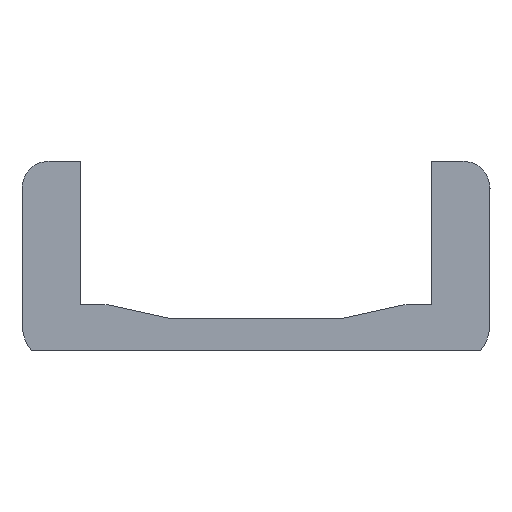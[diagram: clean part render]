
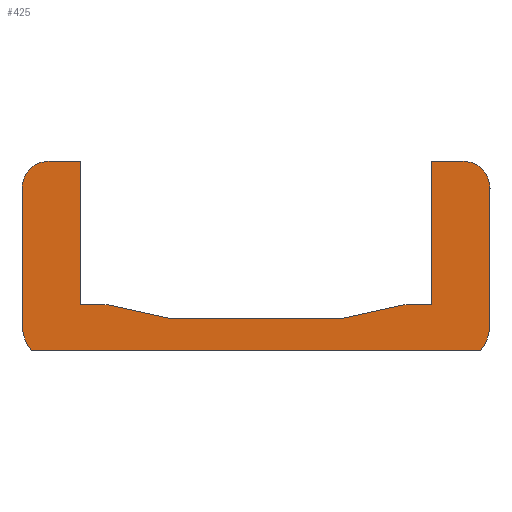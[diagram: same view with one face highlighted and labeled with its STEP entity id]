
A CAD part, left-side view. The second image highlights one B-rep face of the part: STEP entity #425.
In plain terms, the highlighted planar face has unit normal (-1, 0, 0).
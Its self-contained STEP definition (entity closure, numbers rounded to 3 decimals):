
#16=CIRCLE('',#450,3.);
#18=CIRCLE('',#455,4.02);
#20=CIRCLE('',#461,4.04);
#22=CIRCLE('',#466,3.);
#24=CIRCLE('',#470,5.);
#26=CIRCLE('',#474,7.925);
#28=CIRCLE('',#478,7.929);
#30=CIRCLE('',#482,5.);
#59=FACE_OUTER_BOUND('',#81,.T.);
#81=EDGE_LOOP('',(#351,#352,#353,#354,#355,#356,#357,#358,#359,#360,#361,
#362,#363,#364,#365,#366,#367,#368,#369,#370));
#85=LINE('',#615,#129);
#90=LINE('',#628,#134);
#93=LINE('',#634,#137);
#97=LINE('',#646,#141);
#100=LINE('',#652,#144);
#103=LINE('',#658,#147);
#107=LINE('',#670,#151);
#110=LINE('',#676,#154);
#114=LINE('',#688,#158);
#118=LINE('',#700,#162);
#122=LINE('',#712,#166);
#126=LINE('',#724,#170);
#129=VECTOR('',#491,10.);
#134=VECTOR('',#504,10.);
#137=VECTOR('',#509,10.);
#141=VECTOR('',#521,10.);
#144=VECTOR('',#526,10.);
#147=VECTOR('',#531,10.);
#151=VECTOR('',#543,10.);
#154=VECTOR('',#548,10.);
#158=VECTOR('',#560,10.);
#162=VECTOR('',#572,10.);
#166=VECTOR('',#584,10.);
#170=VECTOR('',#596,10.);
#173=VERTEX_POINT('',#612);
#174=VERTEX_POINT('',#614);
#176=VERTEX_POINT('',#620);
#178=VERTEX_POINT('',#626);
#180=VERTEX_POINT('',#632);
#182=VERTEX_POINT('',#638);
#184=VERTEX_POINT('',#644);
#186=VERTEX_POINT('',#650);
#188=VERTEX_POINT('',#656);
#190=VERTEX_POINT('',#662);
#192=VERTEX_POINT('',#668);
#194=VERTEX_POINT('',#674);
#196=VERTEX_POINT('',#680);
#198=VERTEX_POINT('',#686);
#200=VERTEX_POINT('',#692);
#202=VERTEX_POINT('',#698);
#204=VERTEX_POINT('',#704);
#206=VERTEX_POINT('',#710);
#208=VERTEX_POINT('',#716);
#210=VERTEX_POINT('',#722);
#213=EDGE_CURVE('',#173,#174,#85,.T.);
#217=EDGE_CURVE('',#176,#173,#16,.T.);
#220=EDGE_CURVE('',#178,#176,#90,.T.);
#223=EDGE_CURVE('',#180,#178,#93,.T.);
#226=EDGE_CURVE('',#182,#180,#18,.T.);
#229=EDGE_CURVE('',#184,#182,#97,.T.);
#232=EDGE_CURVE('',#186,#184,#100,.T.);
#235=EDGE_CURVE('',#188,#186,#103,.T.);
#238=EDGE_CURVE('',#190,#188,#20,.T.);
#241=EDGE_CURVE('',#192,#190,#107,.T.);
#244=EDGE_CURVE('',#194,#192,#110,.T.);
#247=EDGE_CURVE('',#196,#194,#22,.T.);
#250=EDGE_CURVE('',#198,#196,#114,.T.);
#253=EDGE_CURVE('',#200,#198,#24,.T.);
#256=EDGE_CURVE('',#202,#200,#118,.T.);
#259=EDGE_CURVE('',#204,#202,#26,.T.);
#262=EDGE_CURVE('',#206,#204,#122,.T.);
#265=EDGE_CURVE('',#208,#206,#28,.T.);
#268=EDGE_CURVE('',#210,#208,#126,.T.);
#270=EDGE_CURVE('',#174,#210,#30,.T.);
#351=ORIENTED_EDGE('',*,*,#270,.F.);
#352=ORIENTED_EDGE('',*,*,#213,.F.);
#353=ORIENTED_EDGE('',*,*,#217,.F.);
#354=ORIENTED_EDGE('',*,*,#220,.F.);
#355=ORIENTED_EDGE('',*,*,#223,.F.);
#356=ORIENTED_EDGE('',*,*,#226,.F.);
#357=ORIENTED_EDGE('',*,*,#229,.F.);
#358=ORIENTED_EDGE('',*,*,#232,.F.);
#359=ORIENTED_EDGE('',*,*,#235,.F.);
#360=ORIENTED_EDGE('',*,*,#238,.F.);
#361=ORIENTED_EDGE('',*,*,#241,.F.);
#362=ORIENTED_EDGE('',*,*,#244,.F.);
#363=ORIENTED_EDGE('',*,*,#247,.F.);
#364=ORIENTED_EDGE('',*,*,#250,.F.);
#365=ORIENTED_EDGE('',*,*,#253,.F.);
#366=ORIENTED_EDGE('',*,*,#256,.F.);
#367=ORIENTED_EDGE('',*,*,#259,.F.);
#368=ORIENTED_EDGE('',*,*,#262,.F.);
#369=ORIENTED_EDGE('',*,*,#265,.F.);
#370=ORIENTED_EDGE('',*,*,#268,.F.);
#403=PLANE('',#483);
#425=ADVANCED_FACE('',(#59),#403,.F.);
#450=AXIS2_PLACEMENT_3D('',#622,#498,#499);
#455=AXIS2_PLACEMENT_3D('',#640,#515,#516);
#461=AXIS2_PLACEMENT_3D('',#664,#537,#538);
#466=AXIS2_PLACEMENT_3D('',#682,#554,#555);
#470=AXIS2_PLACEMENT_3D('',#694,#566,#567);
#474=AXIS2_PLACEMENT_3D('',#706,#578,#579);
#478=AXIS2_PLACEMENT_3D('',#718,#590,#591);
#482=AXIS2_PLACEMENT_3D('',#727,#601,#602);
#483=AXIS2_PLACEMENT_3D('',#728,#603,#604);
#491=DIRECTION('',(0.,-1.,0.));
#498=DIRECTION('center_axis',(1.,0.,0.));
#499=DIRECTION('ref_axis',(0.,0.167,0.986));
#504=DIRECTION('',(0.,0.,1.));
#509=DIRECTION('',(0.,-1.,0.));
#515=DIRECTION('center_axis',(-1.,0.,0.));
#516=DIRECTION('ref_axis',(0.,0.335,0.942));
#521=DIRECTION('',(0.,-0.976,0.217));
#526=DIRECTION('',(0.,-1.,0.));
#531=DIRECTION('',(0.,-0.976,-0.217));
#537=DIRECTION('center_axis',(-1.,0.,0.));
#538=DIRECTION('ref_axis',(0.,-0.201,0.98));
#543=DIRECTION('',(0.,-1.,0.));
#548=DIRECTION('',(0.,0.,-1.));
#554=DIRECTION('center_axis',(1.,0.,0.));
#555=DIRECTION('ref_axis',(0.,0.,1.));
#560=DIRECTION('',(0.,-1.,0.));
#566=DIRECTION('center_axis',(1.,0.,0.));
#567=DIRECTION('ref_axis',(0.,1.,0.));
#572=DIRECTION('',(0.,0.,1.));
#578=DIRECTION('center_axis',(1.,0.,0.));
#579=DIRECTION('ref_axis',(0.,0.782,-0.624));
#584=DIRECTION('',(0.,1.,0.));
#590=DIRECTION('center_axis',(1.,0.,0.));
#591=DIRECTION('ref_axis',(0.,-1.,0.007));
#596=DIRECTION('',(0.,0.,-1.));
#601=DIRECTION('center_axis',(1.,0.,0.));
#602=DIRECTION('ref_axis',(0.,0.,1.));
#603=DIRECTION('center_axis',(1.,0.,0.));
#604=DIRECTION('ref_axis',(0.,0.,-1.));
#612=CARTESIAN_POINT('',(0.,-33.001,34.958));
#614=CARTESIAN_POINT('',(0.,-38.251,34.958));
#615=CARTESIAN_POINT('',(0.,-33.001,34.958));
#620=CARTESIAN_POINT('',(0.,-32.501,34.916));
#622=CARTESIAN_POINT('Origin',(0.,-33.001,31.958));
#626=CARTESIAN_POINT('',(0.,-32.501,8.458));
#628=CARTESIAN_POINT('',(0.,-32.501,8.458));
#632=CARTESIAN_POINT('',(0.,-27.343,8.458));
#634=CARTESIAN_POINT('',(0.,-27.343,8.458));
#638=CARTESIAN_POINT('',(0.,-26.798,8.306));
#640=CARTESIAN_POINT('Origin',(0.,-25.995,12.245));
#644=CARTESIAN_POINT('',(0.,-16.251,5.958));
#646=CARTESIAN_POINT('',(0.,-16.251,5.958));
#650=CARTESIAN_POINT('',(0.,16.249,5.958));
#652=CARTESIAN_POINT('',(0.,16.249,5.958));
#656=CARTESIAN_POINT('',(0.,26.797,8.306));
#658=CARTESIAN_POINT('',(0.,26.797,8.306));
#662=CARTESIAN_POINT('',(0.,27.341,8.458));
#664=CARTESIAN_POINT('Origin',(0.,25.987,12.265));
#668=CARTESIAN_POINT('',(0.,32.499,8.458));
#670=CARTESIAN_POINT('',(0.,32.499,8.458));
#674=CARTESIAN_POINT('',(0.,32.499,34.916));
#676=CARTESIAN_POINT('',(0.,32.499,34.916));
#680=CARTESIAN_POINT('',(0.,32.999,34.958));
#682=CARTESIAN_POINT('Origin',(0.,32.999,31.958));
#686=CARTESIAN_POINT('',(0.,38.249,34.958));
#688=CARTESIAN_POINT('',(0.,38.249,34.958));
#692=CARTESIAN_POINT('',(0.,43.249,29.958));
#694=CARTESIAN_POINT('Origin',(0.,38.249,29.958));
#698=CARTESIAN_POINT('',(0.,43.249,4.958));
#700=CARTESIAN_POINT('',(0.,43.249,4.958));
#704=CARTESIAN_POINT('',(0.,41.519,-0.042));
#706=CARTESIAN_POINT('Origin',(0.,35.324,4.902));
#710=CARTESIAN_POINT('',(0.,-41.52,-0.042));
#712=CARTESIAN_POINT('',(0.,-41.52,-0.042));
#716=CARTESIAN_POINT('',(0.,-43.251,4.958));
#718=CARTESIAN_POINT('Origin',(0.,-35.322,4.904));
#722=CARTESIAN_POINT('',(0.,-43.251,29.958));
#724=CARTESIAN_POINT('',(0.,-43.251,29.958));
#727=CARTESIAN_POINT('Origin',(0.,-38.251,29.958));
#728=CARTESIAN_POINT('Origin',(0.,-0.001,11.774));
